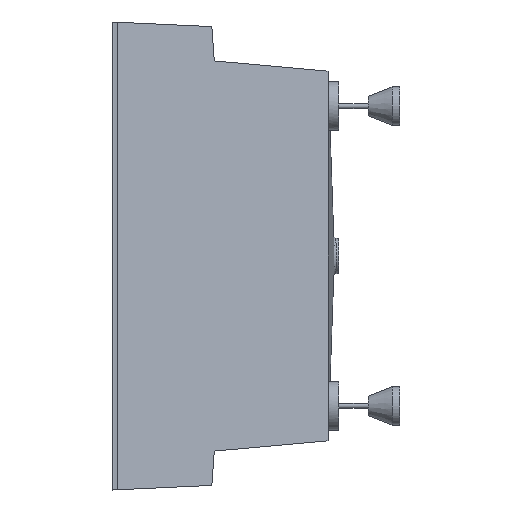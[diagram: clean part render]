
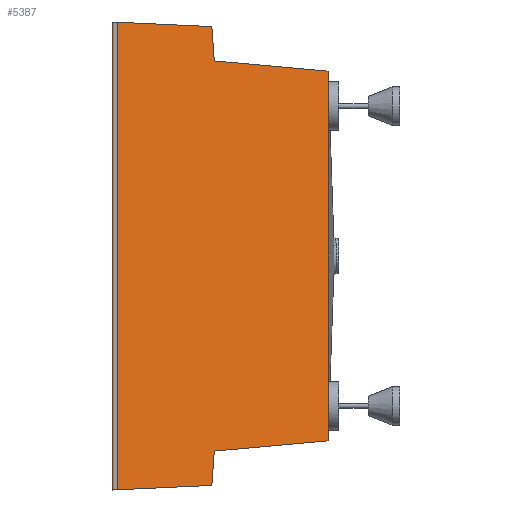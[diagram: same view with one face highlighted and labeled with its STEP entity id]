
A CAD part, left-side view. The second image highlights one B-rep face of the part: STEP entity #5387.
In plain terms, the highlighted planar face has unit normal (-0.831, -0.556, 0).
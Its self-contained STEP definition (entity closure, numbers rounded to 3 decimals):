
#30 = ORIENTED_EDGE ( 'NONE', *, *, #1176, .T. ) ;
#85 = CARTESIAN_POINT ( 'NONE',  ( -585.415, -442.886, -373.554 ) ) ;
#125 = LINE ( 'NONE', #7437, #1732 ) ;
#156 = DIRECTION ( 'NONE',  ( 0.556, -0.83, 0.038 ) ) ;
#213 = VERTEX_POINT ( 'NONE', #4352 ) ;
#229 = ORIENTED_EDGE ( 'NONE', *, *, #5367, .T. ) ;
#425 = VECTOR ( 'NONE', #8242, 1000. ) ;
#611 = ORIENTED_EDGE ( 'NONE', *, *, #815, .T. ) ;
#815 = EDGE_CURVE ( 'NONE', #8110, #8221, #2576, .T. ) ;
#1012 = EDGE_CURVE ( 'NONE', #1700, #8110, #8426, .T. ) ;
#1086 = EDGE_CURVE ( 'NONE', #213, #1130, #7475, .T. ) ;
#1130 = VERTEX_POINT ( 'NONE', #5615 ) ;
#1176 = EDGE_CURVE ( 'NONE', #6472, #1130, #8810, .T. ) ;
#1513 = CARTESIAN_POINT ( 'NONE',  ( -858.056, -35.804, -478.357 ) ) ;
#1679 = DIRECTION ( 'NONE',  ( -0.048, 0.071, 0.996 ) ) ;
#1700 = VERTEX_POINT ( 'NONE', #8243 ) ;
#1730 = DIRECTION ( 'NONE',  ( 0.556, -0.83, -0.038 ) ) ;
#1732 = VECTOR ( 'NONE', #7293, 1000. ) ;
#2064 = CARTESIAN_POINT ( 'NONE',  ( -585.541, -442.696, -379.167 ) ) ;
#2117 = LINE ( 'NONE', #6264, #5750 ) ;
#2169 = ORIENTED_EDGE ( 'NONE', *, *, #4870, .T. ) ;
#2218 = LINE ( 'NONE', #8328, #425 ) ;
#2292 = VERTEX_POINT ( 'NONE', #2821 ) ;
#2358 = DIRECTION ( 'NONE',  ( 0.555, -0.829, 0.075 ) ) ;
#2383 = DIRECTION ( 'NONE',  ( 0., 0., -1. ) ) ;
#2470 = DIRECTION ( 'NONE',  ( -0.831, -0.556, 0. ) ) ;
#2477 = VERTEX_POINT ( 'NONE', #8864 ) ;
#2522 = PLANE ( 'NONE',  #4100 ) ;
#2572 = CARTESIAN_POINT ( 'NONE',  ( -585.415, -442.886, -373.554 ) ) ;
#2576 = B_SPLINE_CURVE_WITH_KNOTS ( 'NONE', 3,
 ( #8300, #6870, #5504, #2572 ),
 .UNSPECIFIED., .F., .F.,
 ( 4, 4 ),
 ( 0., 0.006 ),
 .UNSPECIFIED. ) ;
#2648 = CARTESIAN_POINT ( 'NONE',  ( -878.309, -5.565, 470. ) ) ;
#2821 = CARTESIAN_POINT ( 'NONE',  ( -745.179, -204.341, -470.572 ) ) ;
#3011 = ORIENTED_EDGE ( 'NONE', *, *, #4598, .F. ) ;
#3042 = ORIENTED_EDGE ( 'NONE', *, *, #7737, .T. ) ;
#3090 = CARTESIAN_POINT ( 'NONE',  ( -585.415, -442.886, 373.554 ) ) ;
#3116 = CARTESIAN_POINT ( 'NONE',  ( -585.415, -442.886, 359.399 ) ) ;
#3143 = CARTESIAN_POINT ( 'NONE',  ( -585.415, -442.886, 345.244 ) ) ;
#3223 = CARTESIAN_POINT ( 'NONE',  ( -585.415, -442.886, 331.089 ) ) ;
#3251 = CARTESIAN_POINT ( 'NONE',  ( -585.415, -442.885, 220.726 ) ) ;
#3303 = CARTESIAN_POINT ( 'NONE',  ( -585.415, -442.885, 110.363 ) ) ;
#3385 = CARTESIAN_POINT ( 'NONE',  ( -585.415, -442.886, 373.554 ) ) ;
#3678 = CARTESIAN_POINT ( 'NONE',  ( -585.415, -442.885, 0. ) ) ;
#3707 = VECTOR ( 'NONE', #156, 1000. ) ;
#3711 = CARTESIAN_POINT ( 'NONE',  ( -585.415, -442.885, -110.363 ) ) ;
#3770 = CARTESIAN_POINT ( 'NONE',  ( -585.415, -442.885, -220.726 ) ) ;
#3796 = CARTESIAN_POINT ( 'NONE',  ( -585.415, -442.886, -331.089 ) ) ;
#3824 = CARTESIAN_POINT ( 'NONE',  ( -585.415, -442.886, -345.244 ) ) ;
#3909 = LINE ( 'NONE', #1513, #3707 ) ;
#3957 = EDGE_LOOP ( 'NONE', ( #4176, #5930, #611, #229, #3011, #3042, #30, #8086, #4536, #2169 ) ) ;
#4040 = CARTESIAN_POINT ( 'NONE',  ( -585.541, -442.696, 379.167 ) ) ;
#4100 = AXIS2_PLACEMENT_3D ( 'NONE', #2648, #2470, #2383 ) ;
#4176 = ORIENTED_EDGE ( 'NONE', *, *, #5142, .T. ) ;
#4352 = CARTESIAN_POINT ( 'NONE',  ( -882.036, 0., 480.011 ) ) ;
#4394 = CARTESIAN_POINT ( 'NONE',  ( -585.415, -442.886, -359.399 ) ) ;
#4461 = CARTESIAN_POINT ( 'NONE',  ( -585.415, -442.886, -373.554 ) ) ;
#4536 = ORIENTED_EDGE ( 'NONE', *, *, #8607, .F. ) ;
#4564 = CARTESIAN_POINT ( 'NONE',  ( -882.036, 0., -480.011 ) ) ;
#4598 = EDGE_CURVE ( 'NONE', #6024, #2477, #8815, .T. ) ;
#4768 = CARTESIAN_POINT ( 'NONE',  ( -585.457, -442.823, 375.425 ) ) ;
#4870 = EDGE_CURVE ( 'NONE', #6710, #2292, #3909, .T. ) ;
#5142 = EDGE_CURVE ( 'NONE', #2292, #1700, #125, .T. ) ;
#5367 = EDGE_CURVE ( 'NONE', #8221, #2477, #8342, .T. ) ;
#5387 = ADVANCED_FACE ( 'NONE', ( #8276 ), #2522, .T. ) ;
#5504 = CARTESIAN_POINT ( 'NONE',  ( -585.457, -442.823, -375.425 ) ) ;
#5615 = CARTESIAN_POINT ( 'NONE',  ( -745.179, -204.341, 470.572 ) ) ;
#5750 = VECTOR ( 'NONE', #6397, 1000. ) ;
#5930 = ORIENTED_EDGE ( 'NONE', *, *, #1012, .T. ) ;
#6019 = CARTESIAN_POINT ( 'NONE',  ( -841.5, -60.524, -413.6 ) ) ;
#6024 = VERTEX_POINT ( 'NONE', #4040 ) ;
#6163 = CARTESIAN_POINT ( 'NONE',  ( -746.128, -202.924, 490.42 ) ) ;
#6232 = CARTESIAN_POINT ( 'NONE',  ( -585.541, -442.696, 379.167 ) ) ;
#6240 = CARTESIAN_POINT ( 'NONE',  ( -741.812, -209.369, 400.189 ) ) ;
#6264 = CARTESIAN_POINT ( 'NONE',  ( -880.44, -2.383, 418.839 ) ) ;
#6397 = DIRECTION ( 'NONE',  ( -0.555, 0.829, 0.075 ) ) ;
#6472 = VERTEX_POINT ( 'NONE', #6240 ) ;
#6710 = VERTEX_POINT ( 'NONE', #4564 ) ;
#6764 = VECTOR ( 'NONE', #1679, 1000. ) ;
#6870 = CARTESIAN_POINT ( 'NONE',  ( -585.499, -442.76, -377.296 ) ) ;
#7236 = VECTOR ( 'NONE', #1730, 1000. ) ;
#7293 = DIRECTION ( 'NONE',  ( 0.048, -0.071, 0.996 ) ) ;
#7437 = CARTESIAN_POINT ( 'NONE',  ( -701.49, -269.574, 442.683 ) ) ;
#7475 = LINE ( 'NONE', #8071, #7236 ) ;
#7591 = CARTESIAN_POINT ( 'NONE',  ( -585.499, -442.76, 377.296 ) ) ;
#7737 = EDGE_CURVE ( 'NONE', #6024, #6472, #2117, .T. ) ;
#7847 = VECTOR ( 'NONE', #2358, 1000. ) ;
#8071 = CARTESIAN_POINT ( 'NONE',  ( -340.086, -809.186, 442.635 ) ) ;
#8086 = ORIENTED_EDGE ( 'NONE', *, *, #1086, .F. ) ;
#8110 = VERTEX_POINT ( 'NONE', #2064 ) ;
#8221 = VERTEX_POINT ( 'NONE', #85 ) ;
#8242 = DIRECTION ( 'NONE',  ( 0., 0., 1. ) ) ;
#8243 = CARTESIAN_POINT ( 'NONE',  ( -741.812, -209.369, -400.189 ) ) ;
#8276 = FACE_OUTER_BOUND ( 'NONE', #3957, .T. ) ;
#8300 = CARTESIAN_POINT ( 'NONE',  ( -585.541, -442.696, -379.167 ) ) ;
#8328 = CARTESIAN_POINT ( 'NONE',  ( -882.036, 0., 470. ) ) ;
#8342 = B_SPLINE_CURVE_WITH_KNOTS ( 'NONE', 3,
 ( #4461, #4394, #3824, #3796, #3770, #3711, #3678, #3303, #3251, #3223, #3143, #3116, #3090 ),
 .UNSPECIFIED., .F., .F.,
 ( 4, 3, 3, 3, 4 ),
 ( 1.613, 1.655, 1.987, 2.318, 2.36 ),
 .UNSPECIFIED. ) ;
#8426 = LINE ( 'NONE', #6019, #7847 ) ;
#8607 = EDGE_CURVE ( 'NONE', #6710, #213, #2218, .T. ) ;
#8810 = LINE ( 'NONE', #6163, #6764 ) ;
#8815 = B_SPLINE_CURVE_WITH_KNOTS ( 'NONE', 3,
 ( #6232, #7591, #4768, #3385 ),
 .UNSPECIFIED., .F., .F.,
 ( 4, 4 ),
 ( 0., 0.006 ),
 .UNSPECIFIED. ) ;
#8864 = CARTESIAN_POINT ( 'NONE',  ( -585.415, -442.886, 373.554 ) ) ;
